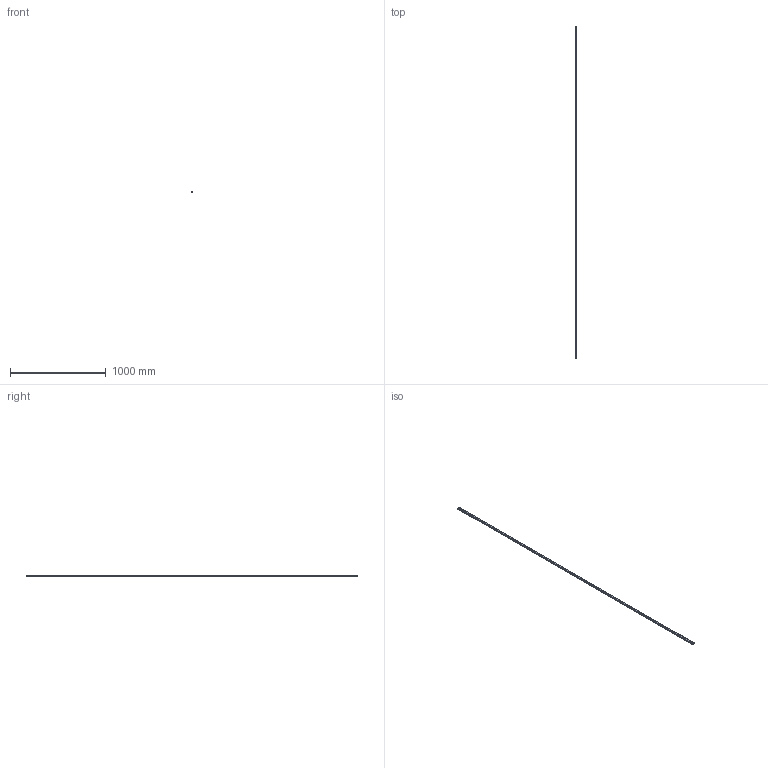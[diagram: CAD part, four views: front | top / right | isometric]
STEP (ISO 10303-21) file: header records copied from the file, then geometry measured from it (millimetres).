
FILE_DESCRIPTION(('STEP AP214'),'1');
FILE_NAME('cctmp_DC44AF8B-1334-4633-A1B8-B0E250D4DC72_2021_02_04_10_27_46_0016..stp','2021-02-04T09:27:46',('HIWIN GmbH'),('CADClick - www.CADClick.com'),'Spatial InterOp 3D',' ','unknown authorization');
FILE_SCHEMA(('AUTOMOTIVE_DESIGN'));
Length unit declared in the file: millimetre
Products named in the file (1): EGR20R3470C_FILE
Bounding box: 20 x 3470 x 15.5 mm (x, y, z)
Volume: 931063.2 mm3; surface area: 277440.1 mm2
Topology: 1 solids, 1 shells, 799 faces, 1799 edges, 1122 vertices
Faces by surface type: plane 433, cylinder 366
Entity records: 28857 total; most frequent: DIRECTION 4363, CARTESIAN_POINT 3721, ORIENTED_EDGE 3598, EDGE_CURVE 1799, AXIS2_PLACEMENT_3D 1764, VERTEX_POINT 1122, EDGE_LOOP 919, LINE 835
